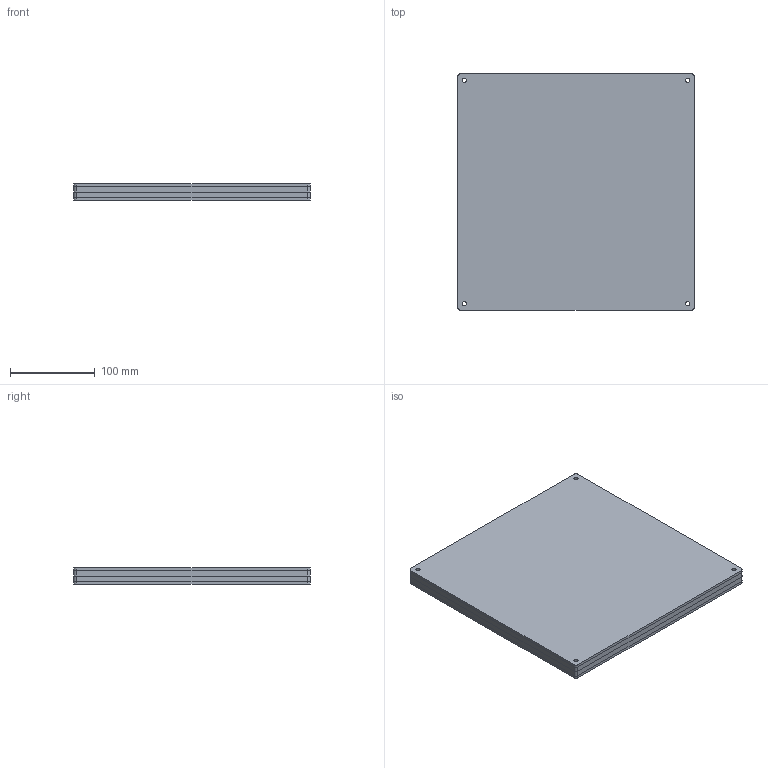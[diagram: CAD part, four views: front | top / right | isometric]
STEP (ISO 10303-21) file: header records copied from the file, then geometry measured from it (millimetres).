
FILE_DESCRIPTION(/* description */ (''),/* implementation_level */ '2;1');
FILE_NAME(/* name */ 'electronics-frame v4.step',/* time_stamp */ '2021-07-07T08:42:47-04:00',/* author */ (''),/* organization */ (''),/* preprocessor_version */ 'ST-DEVELOPER v18.1',/* originating_system */ 'Autodesk Translation Framework v10.9.0.1377',/* authorisation */ '');
FILE_SCHEMA (('AUTOMOTIVE_DESIGN { 1 0 10303 214 3 1 1 }'));
Length unit declared in the file: inch
Products named in the file (1): electronics-frame
Bounding box: 279.4 x 279.4 x 19.05 mm (x, y, z)
Volume: 652686 mm3; surface area: 397434.9 mm2
Topology: 4 solids, 4 shells, 770 faces, 2184 edges, 1456 vertices
Faces by surface type: bspline 458, plane 284, cylinder 28
Full cylindrical faces by diameter (mm): 4.826 x12
Entity records: 25538 total; most frequent: CARTESIAN_POINT 8541, ORIENTED_EDGE 4368, EDGE_CURVE 2184, DIRECTION 1946, VERTEX_POINT 1456, LINE 1208, VECTOR 1208, B_SPLINE_CURVE_WITH_KNOTS 920
